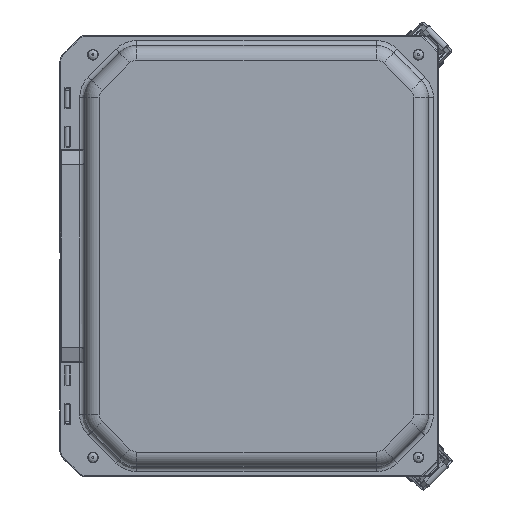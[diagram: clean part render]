
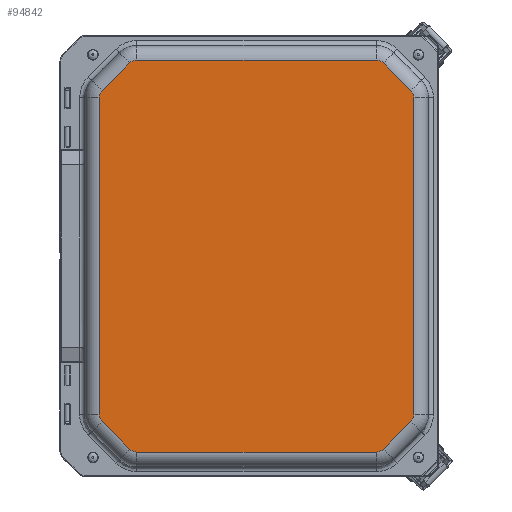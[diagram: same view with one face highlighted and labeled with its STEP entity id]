
A CAD part, top view. The second image highlights one B-rep face of the part: STEP entity #94842.
In plain terms, the highlighted planar face has unit normal (0, 0, 1).
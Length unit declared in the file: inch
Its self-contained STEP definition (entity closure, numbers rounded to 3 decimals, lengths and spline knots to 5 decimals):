
#80 = LINE ( 'NONE', #121100, #91255 ) ;
#296 = DIRECTION ( 'NONE',  ( 1., 0., 0. ) ) ;
#696 = CARTESIAN_POINT ( 'NONE',  ( 3.996, 4.28156, 6.312 ) ) ;
#767 = CARTESIAN_POINT ( 'NONE',  ( -3.998, 4.28156, 6.312 ) ) ;
#2184 = VERTEX_POINT ( 'NONE', #91349 ) ;
#6150 = ORIENTED_EDGE ( 'NONE', *, *, #80745, .T. ) ;
#6373 = LINE ( 'NONE', #48851, #91309 ) ;
#6824 = ORIENTED_EDGE ( 'NONE', *, *, #114520, .T. ) ;
#7367 = CIRCLE ( 'NONE', #40453, 0.25386 ) ;
#7561 = VERTEX_POINT ( 'NONE', #696 ) ;
#8086 = CARTESIAN_POINT ( 'NONE',  ( -4.07236, 4.10206, 6.312 ) ) ;
#8476 = VERTEX_POINT ( 'NONE', #104465 ) ;
#8670 = VERTEX_POINT ( 'NONE', #42125 ) ;
#9034 = CARTESIAN_POINT ( 'NONE',  ( 3.8165, 4.10206, 6.312 ) ) ;
#10988 = VERTEX_POINT ( 'NONE', #114279 ) ;
#12791 = DIRECTION ( 'NONE',  ( 0.707, 0.707, 0. ) ) ;
#19286 = VECTOR ( 'NONE', #126593, 39.37008 ) ;
#19994 = VECTOR ( 'NONE', #96900, 39.37008 ) ;
#21414 = VERTEX_POINT ( 'NONE', #24589 ) ;
#21743 = EDGE_CURVE ( 'NONE', #2184, #21414, #95225, .T. ) ;
#22779 = ORIENTED_EDGE ( 'NONE', *, *, #51547, .F. ) ;
#22901 = VERTEX_POINT ( 'NONE', #62131 ) ;
#23669 = ORIENTED_EDGE ( 'NONE', *, *, #60598, .F. ) ;
#24416 = VECTOR ( 'NONE', #96049, 39.37008 ) ;
#24589 = CARTESIAN_POINT ( 'NONE',  ( 4.07036, -4.10206, 6.312 ) ) ;
#25557 = CIRCLE ( 'NONE', #51842, 0.25386 ) ;
#26982 = LINE ( 'NONE', #115400, #19286 ) ;
#27299 = CARTESIAN_POINT ( 'NONE',  ( -4.07236, -2.05103, 6.312 ) ) ;
#28325 = AXIS2_PLACEMENT_3D ( 'NONE', #92669, #82307, #62456 ) ;
#29025 = CARTESIAN_POINT ( 'NONE',  ( -4.07236, -4.10206, 6.312 ) ) ;
#32382 = LINE ( 'NONE', #116737, #19994 ) ;
#35385 = EDGE_CURVE ( 'NONE', #74658, #21414, #25557, .T. ) ;
#36096 = AXIS2_PLACEMENT_3D ( 'NONE', #42115, #40841, #101738 ) ;
#38328 = ORIENTED_EDGE ( 'NONE', *, *, #39876, .F. ) ;
#38697 = VECTOR ( 'NONE', #115453, 39.37008 ) ;
#39876 = EDGE_CURVE ( 'NONE', #47013, #10988, #6373, .T. ) ;
#40453 = AXIS2_PLACEMENT_3D ( 'NONE', #9034, #89255, #78480 ) ;
#40721 = CARTESIAN_POINT ( 'NONE',  ( -0.001, 0., 6.312 ) ) ;
#40841 = DIRECTION ( 'NONE',  ( 0., 0., 1. ) ) ;
#42115 = CARTESIAN_POINT ( 'NONE',  ( -3.8185, 4.10206, 6.312 ) ) ;
#42125 = CARTESIAN_POINT ( 'NONE',  ( -3.10206, -5.07236, 6.312 ) ) ;
#42226 = VERTEX_POINT ( 'NONE', #767 ) ;
#44709 = EDGE_CURVE ( 'NONE', #65950, #125724, #106231, .T. ) ;
#47013 = VERTEX_POINT ( 'NONE', #124585 ) ;
#48851 = CARTESIAN_POINT ( 'NONE',  ( -3.71092, -4.56864, 6.312 ) ) ;
#49131 = VECTOR ( 'NONE', #87700, 39.37008 ) ;
#50194 = EDGE_LOOP ( 'NONE', ( #6150, #38328, #60457, #22779, #118239, #51720, #88808, #106450, #93087, #68795, #58471, #23669, #6824, #95735, #97289, #111414 ) ) ;
#51547 = EDGE_CURVE ( 'NONE', #108834, #8670, #32382, .T. ) ;
#51720 = ORIENTED_EDGE ( 'NONE', *, *, #58192, .F. ) ;
#51842 = AXIS2_PLACEMENT_3D ( 'NONE', #82199, #121464, #62353 ) ;
#52053 = DIRECTION ( 'NONE',  ( 0., 0., 1. ) ) ;
#53070 = DIRECTION ( 'NONE',  ( 0., -1., 0. ) ) ;
#53705 = CIRCLE ( 'NONE', #97422, 0.25386 ) ;
#57014 = EDGE_CURVE ( 'NONE', #113161, #22901, #64856, .T. ) ;
#58192 = EDGE_CURVE ( 'NONE', #74658, #108256, #89231, .T. ) ;
#58471 = ORIENTED_EDGE ( 'NONE', *, *, #57014, .T. ) ;
#60457 = ORIENTED_EDGE ( 'NONE', *, *, #106707, .T. ) ;
#60598 = EDGE_CURVE ( 'NONE', #8476, #22901, #81976, .T. ) ;
#61086 = DIRECTION ( 'NONE',  ( 1., 0., 0. ) ) ;
#62131 = CARTESIAN_POINT ( 'NONE',  ( 3.10006, 5.07236, 6.312 ) ) ;
#62353 = DIRECTION ( 'NONE',  ( 1., 0., 0. ) ) ;
#62456 = DIRECTION ( 'NONE',  ( 0., -1., 0. ) ) ;
#62570 = CARTESIAN_POINT ( 'NONE',  ( 3.10006, -4.8185, 6.312 ) ) ;
#64344 = VECTOR ( 'NONE', #116900, 39.37008 ) ;
#64856 = CIRCLE ( 'NONE', #28325, 0.25386 ) ;
#65950 = VERTEX_POINT ( 'NONE', #29025 ) ;
#68795 = ORIENTED_EDGE ( 'NONE', *, *, #118441, .F. ) ;
#68899 = DIRECTION ( 'NONE',  ( 0., 0., 1. ) ) ;
#70132 = DIRECTION ( 'NONE',  ( 0., 0., 1. ) ) ;
#70417 = CARTESIAN_POINT ( 'NONE',  ( 3.996, -4.28156, 6.312 ) ) ;
#73883 = CIRCLE ( 'NONE', #106452, 0.25386 ) ;
#74658 = VERTEX_POINT ( 'NONE', #70417 ) ;
#75317 = CARTESIAN_POINT ( 'NONE',  ( 3.27956, 4.998, 6.312 ) ) ;
#78480 = DIRECTION ( 'NONE',  ( 1., 0., 0. ) ) ;
#79646 = DIRECTION ( 'NONE',  ( 0., -1., 0. ) ) ;
#80745 = EDGE_CURVE ( 'NONE', #65950, #10988, #88120, .T. ) ;
#80784 = EDGE_CURVE ( 'NONE', #42226, #124451, #80, .T. ) ;
#81976 = LINE ( 'NONE', #126645, #38697 ) ;
#82199 = CARTESIAN_POINT ( 'NONE',  ( 3.8165, -4.10206, 6.312 ) ) ;
#82307 = DIRECTION ( 'NONE',  ( 0., 0., 1. ) ) ;
#82403 = CIRCLE ( 'NONE', #100650, 0.25386 ) ;
#85472 = AXIS2_PLACEMENT_3D ( 'NONE', #110755, #52053, #61086 ) ;
#86629 = EDGE_CURVE ( 'NONE', #108834, #108256, #82403, .T. ) ;
#87700 = DIRECTION ( 'NONE',  ( 0., 1., 0. ) ) ;
#88120 = CIRCLE ( 'NONE', #85472, 0.25386 ) ;
#88495 = EDGE_CURVE ( 'NONE', #2184, #7561, #7367, .T. ) ;
#88808 = ORIENTED_EDGE ( 'NONE', *, *, #35385, .T. ) ;
#89231 = LINE ( 'NONE', #115456, #24416 ) ;
#89255 = DIRECTION ( 'NONE',  ( 0., 0., 1. ) ) ;
#90011 = CARTESIAN_POINT ( 'NONE',  ( -3.10206, 4.8185, 6.312 ) ) ;
#90850 = DIRECTION ( 'NONE',  ( 0., 0., 1. ) ) ;
#91255 = VECTOR ( 'NONE', #12791, 39.37008 ) ;
#91282 = DIRECTION ( 'NONE',  ( 1., 0., 0. ) ) ;
#91309 = VECTOR ( 'NONE', #117883, 39.37008 ) ;
#91349 = CARTESIAN_POINT ( 'NONE',  ( 4.07036, 4.10206, 6.312 ) ) ;
#91930 = DIRECTION ( 'NONE',  ( 0., 0., 1. ) ) ;
#92070 = FACE_OUTER_BOUND ( 'NONE', #50194, .T. ) ;
#92189 = CIRCLE ( 'NONE', #36096, 0.25386 ) ;
#92669 = CARTESIAN_POINT ( 'NONE',  ( 3.10006, 4.8185, 6.312 ) ) ;
#93087 = ORIENTED_EDGE ( 'NONE', *, *, #88495, .T. ) ;
#94842 = ADVANCED_FACE ( 'NONE', ( #92070 ), #111139, .T. ) ;
#95225 = LINE ( 'NONE', #106998, #64344 ) ;
#95735 = ORIENTED_EDGE ( 'NONE', *, *, #80784, .F. ) ;
#96049 = DIRECTION ( 'NONE',  ( -0.707, -0.707, 0. ) ) ;
#96900 = DIRECTION ( 'NONE',  ( -1., 0., 0. ) ) ;
#97289 = ORIENTED_EDGE ( 'NONE', *, *, #100443, .T. ) ;
#97422 = AXIS2_PLACEMENT_3D ( 'NONE', #118955, #68899, #296 ) ;
#97645 = AXIS2_PLACEMENT_3D ( 'NONE', #40721, #90850, #91282 ) ;
#100443 = EDGE_CURVE ( 'NONE', #42226, #125724, #92189, .T. ) ;
#100650 = AXIS2_PLACEMENT_3D ( 'NONE', #62570, #91930, #53070 ) ;
#101372 = CARTESIAN_POINT ( 'NONE',  ( -3.28156, 4.998, 6.312 ) ) ;
#101738 = DIRECTION ( 'NONE',  ( 1., 0., 0. ) ) ;
#104465 = CARTESIAN_POINT ( 'NONE',  ( -3.10206, 5.07236, 6.312 ) ) ;
#106231 = LINE ( 'NONE', #27299, #49131 ) ;
#106262 = CARTESIAN_POINT ( 'NONE',  ( 3.10006, -5.07236, 6.312 ) ) ;
#106450 = ORIENTED_EDGE ( 'NONE', *, *, #21743, .F. ) ;
#106452 = AXIS2_PLACEMENT_3D ( 'NONE', #90011, #70132, #79646 ) ;
#106707 = EDGE_CURVE ( 'NONE', #47013, #8670, #53705, .T. ) ;
#106998 = CARTESIAN_POINT ( 'NONE',  ( 4.07036, 2.05103, 6.312 ) ) ;
#108256 = VERTEX_POINT ( 'NONE', #127305 ) ;
#108834 = VERTEX_POINT ( 'NONE', #106262 ) ;
#110755 = CARTESIAN_POINT ( 'NONE',  ( -3.8185, -4.10206, 6.312 ) ) ;
#111139 = PLANE ( 'NONE',  #97645 ) ;
#111414 = ORIENTED_EDGE ( 'NONE', *, *, #44709, .F. ) ;
#113161 = VERTEX_POINT ( 'NONE', #75317 ) ;
#114279 = CARTESIAN_POINT ( 'NONE',  ( -3.998, -4.28156, 6.312 ) ) ;
#114520 = EDGE_CURVE ( 'NONE', #8476, #124451, #73883, .T. ) ;
#115400 = CARTESIAN_POINT ( 'NONE',  ( 3.70892, 4.56864, 6.312 ) ) ;
#115453 = DIRECTION ( 'NONE',  ( 1., 0., 0. ) ) ;
#115456 = CARTESIAN_POINT ( 'NONE',  ( 4.06714, -4.21042, 6.312 ) ) ;
#116737 = CARTESIAN_POINT ( 'NONE',  ( 1.54953, -5.07236, 6.312 ) ) ;
#116900 = DIRECTION ( 'NONE',  ( 0., -1., 0. ) ) ;
#117883 = DIRECTION ( 'NONE',  ( -0.707, 0.707, 0. ) ) ;
#118239 = ORIENTED_EDGE ( 'NONE', *, *, #86629, .T. ) ;
#118441 = EDGE_CURVE ( 'NONE', #113161, #7561, #26982, .T. ) ;
#118955 = CARTESIAN_POINT ( 'NONE',  ( -3.10206, -4.8185, 6.312 ) ) ;
#121100 = CARTESIAN_POINT ( 'NONE',  ( -4.06914, 4.21042, 6.312 ) ) ;
#121464 = DIRECTION ( 'NONE',  ( 0., 0., 1. ) ) ;
#124451 = VERTEX_POINT ( 'NONE', #101372 ) ;
#124585 = CARTESIAN_POINT ( 'NONE',  ( -3.28156, -4.998, 6.312 ) ) ;
#125724 = VERTEX_POINT ( 'NONE', #8086 ) ;
#126593 = DIRECTION ( 'NONE',  ( 0.707, -0.707, 0. ) ) ;
#126645 = CARTESIAN_POINT ( 'NONE',  ( -1.55153, 5.07236, 6.312 ) ) ;
#127305 = CARTESIAN_POINT ( 'NONE',  ( 3.27956, -4.998, 6.312 ) ) ;
